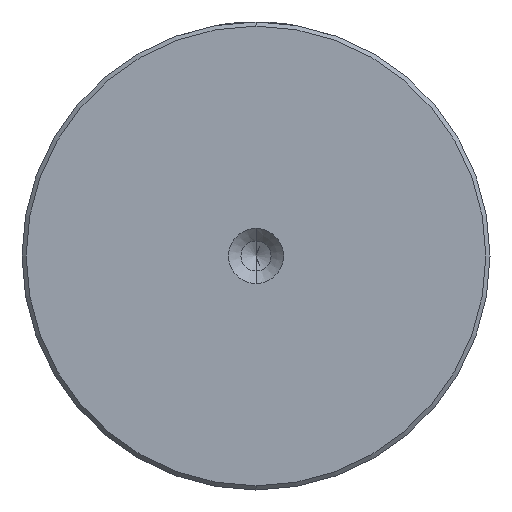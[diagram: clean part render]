
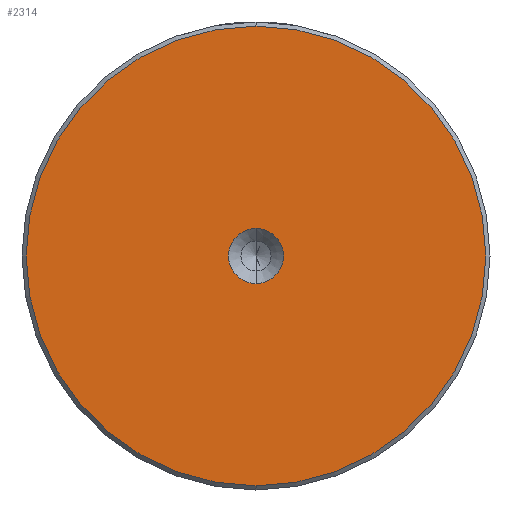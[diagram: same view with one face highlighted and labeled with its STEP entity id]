
A CAD part, left-side view. The second image highlights one B-rep face of the part: STEP entity #2314.
In plain terms, the highlighted planar face has unit normal (-1, 0, 0).
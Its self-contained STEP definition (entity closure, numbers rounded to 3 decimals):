
#19 = CARTESIAN_POINT ( 'NONE',  ( 0., 0., 0. ) ) ;
#153 = DIRECTION ( 'NONE',  ( 0., 0., 1. ) ) ;
#200 = CARTESIAN_POINT ( 'NONE',  ( 0., 0., -27.5 ) ) ;
#293 = CARTESIAN_POINT ( 'NONE',  ( 0., 0., 3.3 ) ) ;
#414 = ORIENTED_EDGE ( 'NONE', *, *, #777, .F. ) ;
#415 = CARTESIAN_POINT ( 'NONE',  ( 0., 0., -3.3 ) ) ;
#427 = DIRECTION ( 'NONE',  ( -1., 0., 0. ) ) ;
#498 = DIRECTION ( 'NONE',  ( -1., 0., 0. ) ) ;
#532 = EDGE_LOOP ( 'NONE', ( #725, #1560 ) ) ;
#602 = AXIS2_PLACEMENT_3D ( 'NONE', #634, #427, #1037 ) ;
#634 = CARTESIAN_POINT ( 'NONE',  ( 0., 0., 0. ) ) ;
#645 = AXIS2_PLACEMENT_3D ( 'NONE', #2458, #1351, #153 ) ;
#725 = ORIENTED_EDGE ( 'NONE', *, *, #1941, .T. ) ;
#777 = EDGE_CURVE ( 'NONE', #1798, #1162, #1012, .T. ) ;
#778 = VERTEX_POINT ( 'NONE', #200 ) ;
#786 = CARTESIAN_POINT ( 'NONE',  ( 0., 0., 0. ) ) ;
#837 = PLANE ( 'NONE',  #602 ) ;
#976 = FACE_BOUND ( 'NONE', #991, .T. ) ;
#979 = CIRCLE ( 'NONE', #2075, 3.3 ) ;
#991 = EDGE_LOOP ( 'NONE', ( #414, #1657 ) ) ;
#994 = DIRECTION ( 'NONE',  ( 0., 0., 1. ) ) ;
#1012 = CIRCLE ( 'NONE', #1135, 3.3 ) ;
#1037 = DIRECTION ( 'NONE',  ( 0., 0., 1. ) ) ;
#1049 = CARTESIAN_POINT ( 'NONE',  ( 0., 0., 27.5 ) ) ;
#1108 = CIRCLE ( 'NONE', #645, 27.5 ) ;
#1114 = AXIS2_PLACEMENT_3D ( 'NONE', #786, #2108, #994 ) ;
#1135 = AXIS2_PLACEMENT_3D ( 'NONE', #19, #2135, #1600 ) ;
#1162 = VERTEX_POINT ( 'NONE', #415 ) ;
#1351 = DIRECTION ( 'NONE',  ( -1., 0., 0. ) ) ;
#1458 = EDGE_CURVE ( 'NONE', #1548, #778, #2462, .T. ) ;
#1548 = VERTEX_POINT ( 'NONE', #1049 ) ;
#1560 = ORIENTED_EDGE ( 'NONE', *, *, #1458, .T. ) ;
#1600 = DIRECTION ( 'NONE',  ( 0., 0., 1. ) ) ;
#1657 = ORIENTED_EDGE ( 'NONE', *, *, #1782, .F. ) ;
#1662 = CARTESIAN_POINT ( 'NONE',  ( 0., 0., 0. ) ) ;
#1782 = EDGE_CURVE ( 'NONE', #1162, #1798, #979, .T. ) ;
#1798 = VERTEX_POINT ( 'NONE', #293 ) ;
#1845 = DIRECTION ( 'NONE',  ( 0., 0., 1. ) ) ;
#1911 = FACE_OUTER_BOUND ( 'NONE', #532, .T. ) ;
#1941 = EDGE_CURVE ( 'NONE', #778, #1548, #1108, .T. ) ;
#2075 = AXIS2_PLACEMENT_3D ( 'NONE', #1662, #498, #1845 ) ;
#2108 = DIRECTION ( 'NONE',  ( -1., 0., 0. ) ) ;
#2135 = DIRECTION ( 'NONE',  ( -1., 0., 0. ) ) ;
#2314 = ADVANCED_FACE ( 'NONE', ( #1911, #976 ), #837, .T. ) ;
#2458 = CARTESIAN_POINT ( 'NONE',  ( 0., 0., 0. ) ) ;
#2462 = CIRCLE ( 'NONE', #1114, 27.5 ) ;
